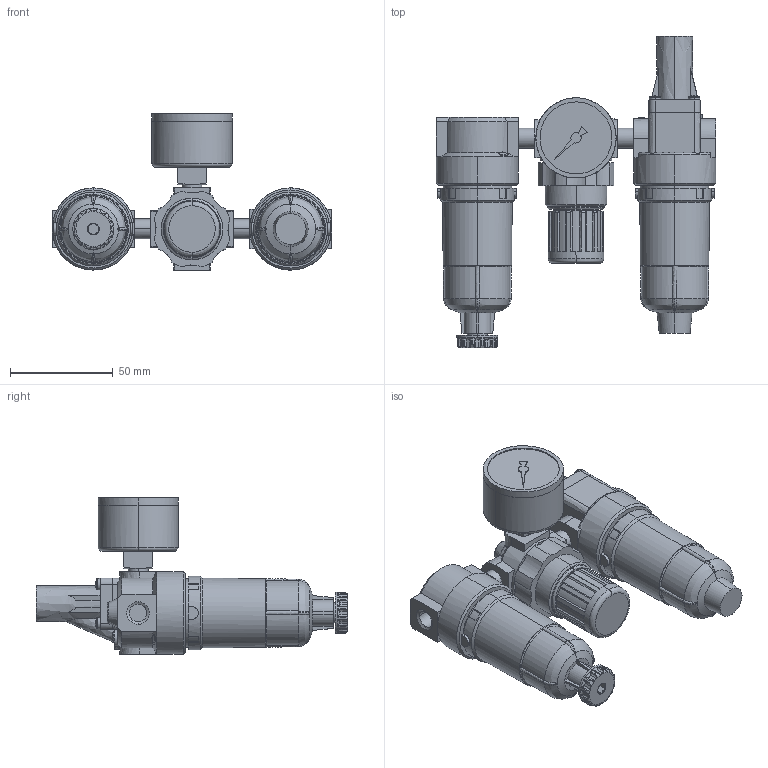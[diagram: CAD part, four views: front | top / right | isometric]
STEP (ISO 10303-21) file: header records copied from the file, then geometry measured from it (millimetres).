
FILE_DESCRIPTION(/* description */ (''),/* implementation_level */ '2;1');
FILE_NAME(/* name */ 'FRO0~JW8',/* time_stamp */ '2018-12-11T16:23:07+01:00',/* author */ (''),/* organization */ (''),/* preprocessor_version */ 'ST-DEVELOPER v15',/* originating_system */ '',/* authorisation */ '');
FILE_SCHEMA (('CONFIG_CONTROL_DESIGN'));
Length unit declared in the file: millimetre
Products named in the file (11): Document; _578.00 K-HA_M; 9.3000.00.005.0; _482.10 B(0G 1/8)_G; _Gewindestift_1/8; _743 K_G; Block 01; _743 K(0)_F; _640.106 K-HA_G; _640.106 K-HA(0)_F; Block 02
Assembly tree (11 placements, depth 4):
  Document
    _578.00 K-HA_M
    9.3000.00.005.0
      _482.10 B(0G 1/8)_G
      _Gewindestift_1/8  x2
      _743 K_G
        Block 01
      _743 K(0)_F
      _640.106 K-HA_G
      _640.106 K-HA(0)_F
        Block 02
Bounding box: 136 x 151.5 x 76 mm (x, y, z)
Volume: 285848 mm3; surface area: 56464.6 mm2
Topology: 10 solids, 10 shells, 717 faces, 1921 edges, 1260 vertices
Faces by surface type: bspline 408, plane 309
Entity records: 30908 total; most frequent: CARTESIAN_POINT 18702, ORIENTED_EDGE 3786, EDGE_CURVE 1893, VERTEX_POINT 1240, B_SPLINE_CURVE_WITH_KNOTS 1104, EDGE_LOOP 745, ADVANCED_FACE 707, FACE_OUTER_BOUND 707
